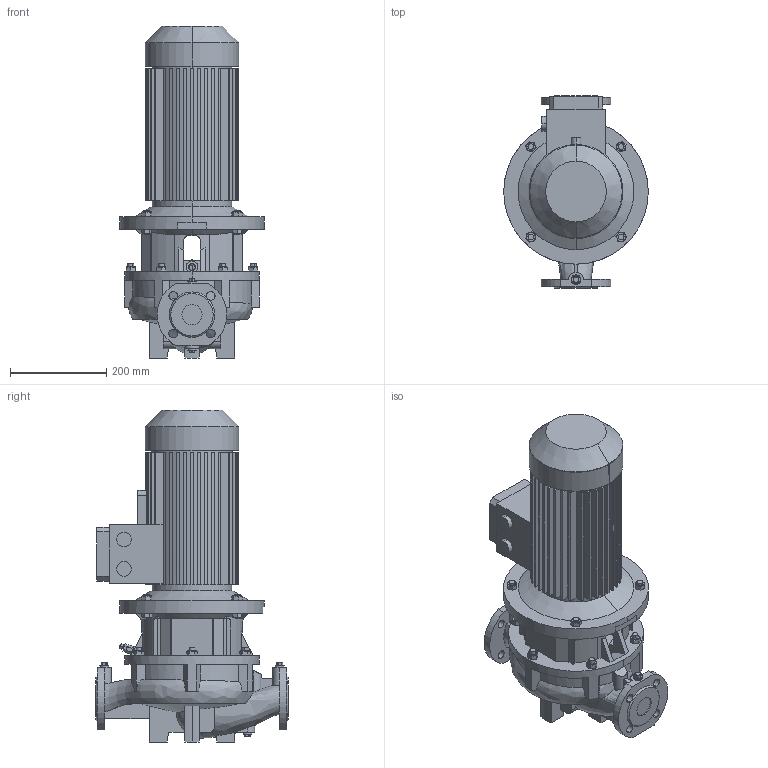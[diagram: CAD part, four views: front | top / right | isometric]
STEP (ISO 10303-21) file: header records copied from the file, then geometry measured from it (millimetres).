
FILE_DESCRIPTION (( 'STEP AP203' ), '1' );
FILE_NAME ('枅-313-000-313-004-01-12.step', '2025-02-11T17:04:31', ( 'adb' ), ( '' ), 'SwSTEP 2.0', 'SolidWorks 2016', '' );
FILE_SCHEMA (( 'CONFIG_CONTROL_DESIGN' ));
Length unit declared in the file: millimetre
Products named in the file (1): 枅-313-000-313-004-01-12
Bounding box: 300 x 400 x 689 mm (x, y, z)
Volume: 18483888.8 mm3; surface area: 1507308.9 mm2
Topology: 8 solids, 20 shells, 955 faces, 2498 edges, 1637 vertices
Faces by surface type: plane 516, cylinder 330, cone 97, bspline 9, sphere 3
Entity records: 35278 total; most frequent: CARTESIAN_POINT 11454, ORIENTED_EDGE 4992, DIRECTION 4929, EDGE_CURVE 2496, AXIS2_PLACEMENT_3D 1821, VERTEX_POINT 1637, VECTOR 1287, LINE 1287
